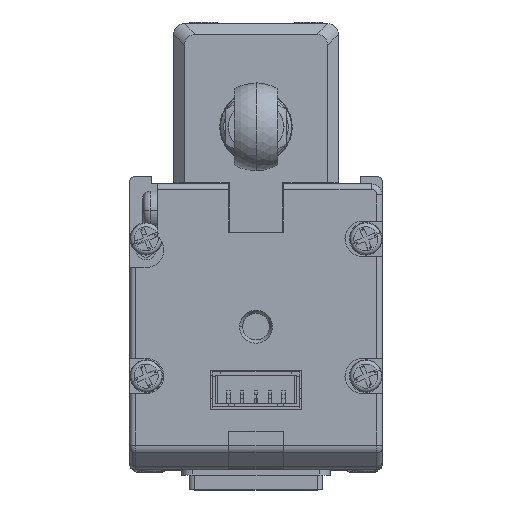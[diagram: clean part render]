
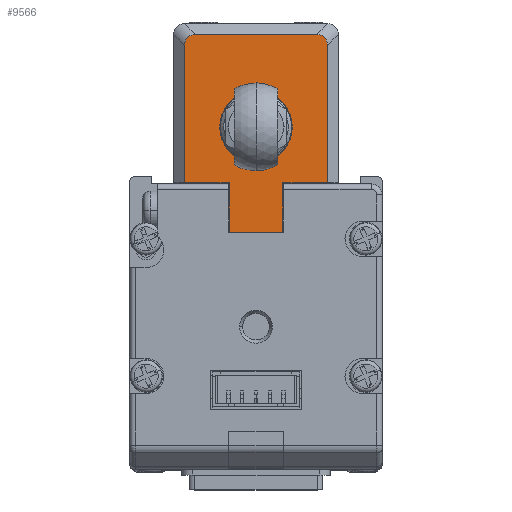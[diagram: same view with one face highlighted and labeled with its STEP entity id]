
A CAD part, top view. The second image highlights one B-rep face of the part: STEP entity #9566.
In plain terms, the highlighted planar face has unit normal (0, 0, 1).
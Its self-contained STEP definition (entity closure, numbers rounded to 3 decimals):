
#487 = LINE ( 'NONE', #75434, #87377 ) ;
#701 = FACE_OUTER_BOUND ( 'NONE', #19829, .T. ) ;
#1173 = CARTESIAN_POINT ( 'NONE',  ( -7.5, -2.45, 22. ) ) ;
#1298 = CARTESIAN_POINT ( 'NONE',  ( -7.5, -7.5, 22. ) ) ;
#1380 = LINE ( 'NONE', #11174, #43520 ) ;
#1514 = VERTEX_POINT ( 'NONE', #20086 ) ;
#2640 = CARTESIAN_POINT ( 'NONE',  ( -7.5, -6.5, 22. ) ) ;
#3703 = EDGE_CURVE ( 'NONE', #95540, #7875, #30382, .T. ) ;
#5476 = LINE ( 'NONE', #32873, #59535 ) ;
#5689 = EDGE_CURVE ( 'NONE', #7875, #95540, #83285, .T. ) ;
#7875 = VERTEX_POINT ( 'NONE', #101765 ) ;
#9566 = ADVANCED_FACE ( 'NONE', ( #91539, #701 ), #55591, .T. ) ;
#11174 = CARTESIAN_POINT ( 'NONE',  ( 7., -6.5, 22. ) ) ;
#11465 = CARTESIAN_POINT ( 'NONE',  ( 5.638, -6.5, 22. ) ) ;
#13648 = CARTESIAN_POINT ( 'NONE',  ( -7.5, 7.5, 22. ) ) ;
#13898 = CARTESIAN_POINT ( 'NONE',  ( 5.01, 6.5, 22. ) ) ;
#16039 = DIRECTION ( 'NONE',  ( 1., 0., 0. ) ) ;
#16759 = CARTESIAN_POINT ( 'NONE',  ( -12., -2.45, 22. ) ) ;
#17082 = CARTESIAN_POINT ( 'NONE',  ( -12., 2.45, 22. ) ) ;
#17136 = DIRECTION ( 'NONE',  ( -1., 0., 0. ) ) ;
#17249 = VERTEX_POINT ( 'NONE', #16759 ) ;
#19829 = EDGE_LOOP ( 'NONE', ( #60992, #105631, #28140, #91698, #51351, #85110, #88069, #21814, #59951, #114940 ) ) ;
#19884 = VECTOR ( 'NONE', #54880, 1000. ) ;
#19982 = CARTESIAN_POINT ( 'NONE',  ( 5.01, -6.5, 22. ) ) ;
#20086 = CARTESIAN_POINT ( 'NONE',  ( -7.5, 6.5, 22. ) ) ;
#21814 = ORIENTED_EDGE ( 'NONE', *, *, #89039, .F. ) ;
#23227 = ORIENTED_EDGE ( 'NONE', *, *, #5689, .F. ) ;
#23589 = CARTESIAN_POINT ( 'NONE',  ( 6., 5.51, 22. ) ) ;
#24226 = EDGE_LOOP ( 'NONE', ( #105004, #23227 ) ) ;
#24632 = CARTESIAN_POINT ( 'NONE',  ( -7.5, 2.45, 22. ) ) ;
#25342 = CARTESIAN_POINT ( 'NONE',  ( 6., -5.51, 22. ) ) ;
#26122 = VERTEX_POINT ( 'NONE', #28091 ) ;
#27125 = DIRECTION ( 'NONE',  ( -1., 0., 0. ) ) ;
#28091 = CARTESIAN_POINT ( 'NONE',  ( 6., 5.51, 22. ) ) ;
#28140 = ORIENTED_EDGE ( 'NONE', *, *, #44131, .T. ) ;
#29307 = EDGE_CURVE ( 'NONE', #102271, #1514, #5476, .T. ) ;
#30382 = CIRCLE ( 'NONE', #115966, 3.3 ) ;
#32873 = CARTESIAN_POINT ( 'NONE',  ( -7.5, 7.5, 22. ) ) ;
#35043 = DIRECTION ( 'NONE',  ( 1., 0., 0. ) ) ;
#37640 = DIRECTION ( 'NONE',  ( 0., 1., 0. ) ) ;
#37837 = DIRECTION ( 'NONE',  ( 1., 0., 0. ) ) ;
#37918 = DIRECTION ( 'NONE',  ( 1., 0., 0. ) ) ;
#43520 = VECTOR ( 'NONE', #37918, 1000. ) ;
#43712 = CARTESIAN_POINT ( 'NONE',  ( 5.01, 6.5, 22. ) ) ;
#44131 = EDGE_CURVE ( 'NONE', #57428, #1514, #72572, .T. ) ;
#44244 = LINE ( 'NONE', #52851, #108932 ) ;
#46116 = VERTEX_POINT ( 'NONE', #19982 ) ;
#48729 = AXIS2_PLACEMENT_3D ( 'NONE', #1298, #92739, #37837 ) ;
#49991 = VECTOR ( 'NONE', #17136, 1000. ) ;
#51351 = ORIENTED_EDGE ( 'NONE', *, *, #61473, .T. ) ;
#51457 = CARTESIAN_POINT ( 'NONE',  ( -2.42, 0., 22. ) ) ;
#51677 = CARTESIAN_POINT ( 'NONE',  ( 5.638, 6.5, 22. ) ) ;
#52071 = EDGE_CURVE ( 'NONE', #17249, #106903, #99902, .T. ) ;
#52147 = CARTESIAN_POINT ( 'NONE',  ( 0.88, 0., 22. ) ) ;
#52851 = CARTESIAN_POINT ( 'NONE',  ( -7.2, -2.45, 22. ) ) ;
#53538 = EDGE_CURVE ( 'NONE', #26122, #57428, #55415, .T. ) ;
#54880 = DIRECTION ( 'NONE',  ( 0., 1., 0. ) ) ;
#55124 = EDGE_CURVE ( 'NONE', #111127, #46116, #1380, .T. ) ;
#55415 =( BOUNDED_CURVE ( )  B_SPLINE_CURVE ( 3, ( #23589, #114347, #51677, #13898 ),
 .UNSPECIFIED., .F., .F. ) 
 B_SPLINE_CURVE_WITH_KNOTS ( ( 4, 4 ),
 ( 5.76, 6.807 ),
 .UNSPECIFIED. ) 
 CURVE ( )  GEOMETRIC_REPRESENTATION_ITEM ( )  RATIONAL_B_SPLINE_CURVE ( ( 1., 0.911, 0.911, 1. ) ) 
 REPRESENTATION_ITEM ( '' )  );
#55591 = PLANE ( 'NONE',  #48729 ) ;
#55976 = CARTESIAN_POINT ( 'NONE',  ( 6., -6.138, 22. ) ) ;
#57428 = VERTEX_POINT ( 'NONE', #43712 ) ;
#58770 = LINE ( 'NONE', #13648, #81235 ) ;
#59535 = VECTOR ( 'NONE', #118739, 1000. ) ;
#59951 = ORIENTED_EDGE ( 'NONE', *, *, #55124, .T. ) ;
#60992 = ORIENTED_EDGE ( 'NONE', *, *, #106445, .T. ) ;
#61473 = EDGE_CURVE ( 'NONE', #102271, #106903, #73457, .T. ) ;
#65113 = CARTESIAN_POINT ( 'NONE',  ( 5.01, -6.5, 22. ) ) ;
#67828 = AXIS2_PLACEMENT_3D ( 'NONE', #91777, #90564, #35043 ) ;
#69727 = VECTOR ( 'NONE', #27125, 1000. ) ;
#70777 = VERTEX_POINT ( 'NONE', #25342 ) ;
#72572 = LINE ( 'NONE', #100559, #49991 ) ;
#72880 = DIRECTION ( 'NONE',  ( -1., 0., 0. ) ) ;
#73457 = LINE ( 'NONE', #112990, #69727 ) ;
#75434 = CARTESIAN_POINT ( 'NONE',  ( 6., 7.5, 22. ) ) ;
#78796 = DIRECTION ( 'NONE',  ( 0., 0., 1. ) ) ;
#81235 = VECTOR ( 'NONE', #95912, 1000. ) ;
#83285 = CIRCLE ( 'NONE', #67828, 3.3 ) ;
#85110 = ORIENTED_EDGE ( 'NONE', *, *, #52071, .F. ) ;
#87377 = VECTOR ( 'NONE', #37640, 1000. ) ;
#88068 = VERTEX_POINT ( 'NONE', #1173 ) ;
#88069 = ORIENTED_EDGE ( 'NONE', *, *, #98344, .F. ) ;
#89039 = EDGE_CURVE ( 'NONE', #111127, #88068, #58770, .T. ) ;
#90564 = DIRECTION ( 'NONE',  ( 0., 0., 1. ) ) ;
#91539 = FACE_BOUND ( 'NONE', #24226, .T. ) ;
#91698 = ORIENTED_EDGE ( 'NONE', *, *, #29307, .F. ) ;
#91777 = CARTESIAN_POINT ( 'NONE',  ( -2.42, 0., 22. ) ) ;
#92739 = DIRECTION ( 'NONE',  ( 0., 0., 1. ) ) ;
#95540 = VERTEX_POINT ( 'NONE', #52147 ) ;
#95912 = DIRECTION ( 'NONE',  ( 0., 1., 0. ) ) ;
#97174 = CARTESIAN_POINT ( 'NONE',  ( 6., -5.51, 22. ) ) ;
#98344 = EDGE_CURVE ( 'NONE', #88068, #17249, #44244, .T. ) ;
#99902 = LINE ( 'NONE', #17082, #19884 ) ;
#100352 = EDGE_CURVE ( 'NONE', #46116, #70777, #100525, .T. ) ;
#100525 =( BOUNDED_CURVE ( )  B_SPLINE_CURVE ( 3, ( #65113, #11465, #55976, #97174 ),
 .UNSPECIFIED., .F., .F. ) 
 B_SPLINE_CURVE_WITH_KNOTS ( ( 4, 4 ),
 ( 5.76, 6.807 ),
 .UNSPECIFIED. ) 
 CURVE ( )  GEOMETRIC_REPRESENTATION_ITEM ( )  RATIONAL_B_SPLINE_CURVE ( ( 1., 0.911, 0.911, 1. ) ) 
 REPRESENTATION_ITEM ( '' )  );
#100559 = CARTESIAN_POINT ( 'NONE',  ( -7.5, 6.5, 22. ) ) ;
#101765 = CARTESIAN_POINT ( 'NONE',  ( -5.72, 0., 22. ) ) ;
#102271 = VERTEX_POINT ( 'NONE', #24632 ) ;
#105004 = ORIENTED_EDGE ( 'NONE', *, *, #3703, .F. ) ;
#105399 = CARTESIAN_POINT ( 'NONE',  ( -12., 2.45, 22. ) ) ;
#105631 = ORIENTED_EDGE ( 'NONE', *, *, #53538, .T. ) ;
#106445 = EDGE_CURVE ( 'NONE', #70777, #26122, #487, .T. ) ;
#106903 = VERTEX_POINT ( 'NONE', #105399 ) ;
#108932 = VECTOR ( 'NONE', #72880, 1000. ) ;
#111127 = VERTEX_POINT ( 'NONE', #2640 ) ;
#112990 = CARTESIAN_POINT ( 'NONE',  ( -7.2, 2.45, 22. ) ) ;
#114347 = CARTESIAN_POINT ( 'NONE',  ( 6., 6.138, 22. ) ) ;
#114940 = ORIENTED_EDGE ( 'NONE', *, *, #100352, .T. ) ;
#115966 = AXIS2_PLACEMENT_3D ( 'NONE', #51457, #78796, #16039 ) ;
#118739 = DIRECTION ( 'NONE',  ( 0., 1., 0. ) ) ;
